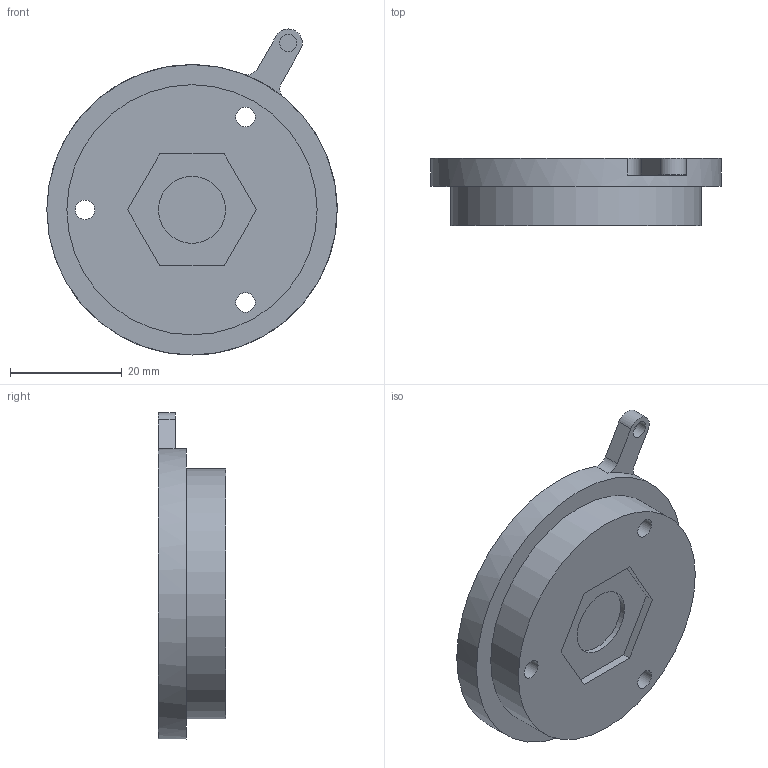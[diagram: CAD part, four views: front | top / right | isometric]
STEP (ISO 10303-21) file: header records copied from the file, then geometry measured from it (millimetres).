
FILE_DESCRIPTION(/* description */ ('STEP AP214'),/* implementation_level */ '2;1');
FILE_NAME(/* name */ '67f71b0cb2acff2e7002bf9b',/* time_stamp */ '2025-04-10T01:12:45Z',/* author */ (''),/* organization */ (''),/* preprocessor_version */ 'ST-DEVELOPER v20',/* originating_system */ 'ONSHAPE BY PTC INC, 1.196',/* authorisation */ ' ');
FILE_SCHEMA (('AUTOMOTIVE_DESIGN {1 0 10303 214 3 1 1}'));
Length unit declared in the file: metre
Products named in the file (1): Planet_Carrier_Top
Bounding box: 52 x 12 x 58.38 mm (x, y, z)
Volume: 20640.6 mm3; surface area: 6802.1 mm2
Topology: 1 solids, 1 shells, 46 faces, 111 edges, 74 vertices
Faces by surface type: plane 36, cylinder 10
Full cylindrical faces by diameter (mm): 3.1 x1, 3.5 x3, 12 x1, 44.8 x1, 52 x1
Entity records: 1334 total; most frequent: CARTESIAN_POINT 223, DIRECTION 218, ORIENTED_EDGE 206, EDGE_CURVE 103, LINE 82, VECTOR 82, VERTEX_POINT 73, AXIS2_PLACEMENT_3D 68
